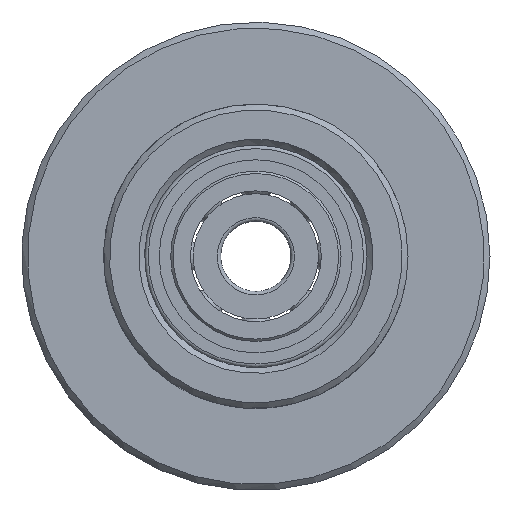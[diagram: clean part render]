
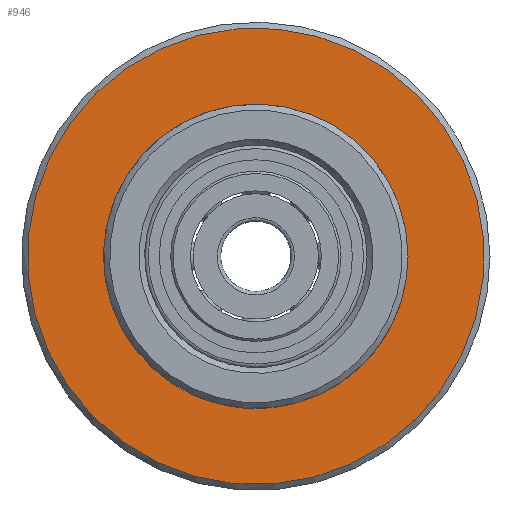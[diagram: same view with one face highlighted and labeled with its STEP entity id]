
A CAD part, left-side view. The second image highlights one B-rep face of the part: STEP entity #946.
In plain terms, the highlighted planar face has unit normal (-1, 0, 0).
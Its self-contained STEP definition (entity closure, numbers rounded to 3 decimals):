
#177=FACE_BOUND('',#269,.T.);
#200=FACE_OUTER_BOUND('',#268,.T.);
#268=EDGE_LOOP('',(#695));
#269=EDGE_LOOP('',(#696));
#353=CIRCLE('',#1127,19.5);
#354=CIRCLE('',#1129,13.);
#451=VERTEX_POINT('',#1681);
#452=VERTEX_POINT('',#1685);
#551=EDGE_CURVE('',#451,#451,#353,.T.);
#553=EDGE_CURVE('',#452,#452,#354,.T.);
#695=ORIENTED_EDGE('',*,*,#551,.F.);
#696=ORIENTED_EDGE('',*,*,#553,.T.);
#923=PLANE('',#1128);
#946=ADVANCED_FACE('',(#200,#177),#923,.F.);
#1127=AXIS2_PLACEMENT_3D('',#1682,#1320,#1321);
#1128=AXIS2_PLACEMENT_3D('',#1684,#1323,#1324);
#1129=AXIS2_PLACEMENT_3D('',#1686,#1325,#1326);
#1320=DIRECTION('center_axis',(1.,0.,0.));
#1321=DIRECTION('ref_axis',(0.,1.,0.));
#1323=DIRECTION('center_axis',(1.,0.,0.));
#1324=DIRECTION('ref_axis',(0.,0.,-1.));
#1325=DIRECTION('center_axis',(1.,0.,0.));
#1326=DIRECTION('ref_axis',(0.,1.,0.));
#1681=CARTESIAN_POINT('',(-14.,-15.87,-11.332));
#1682=CARTESIAN_POINT('Origin',(-14.,0.,0.));
#1684=CARTESIAN_POINT('Origin',(-14.,39.,-39.));
#1685=CARTESIAN_POINT('',(-14.,-13.,0.));
#1686=CARTESIAN_POINT('Origin',(-14.,0.,0.));
